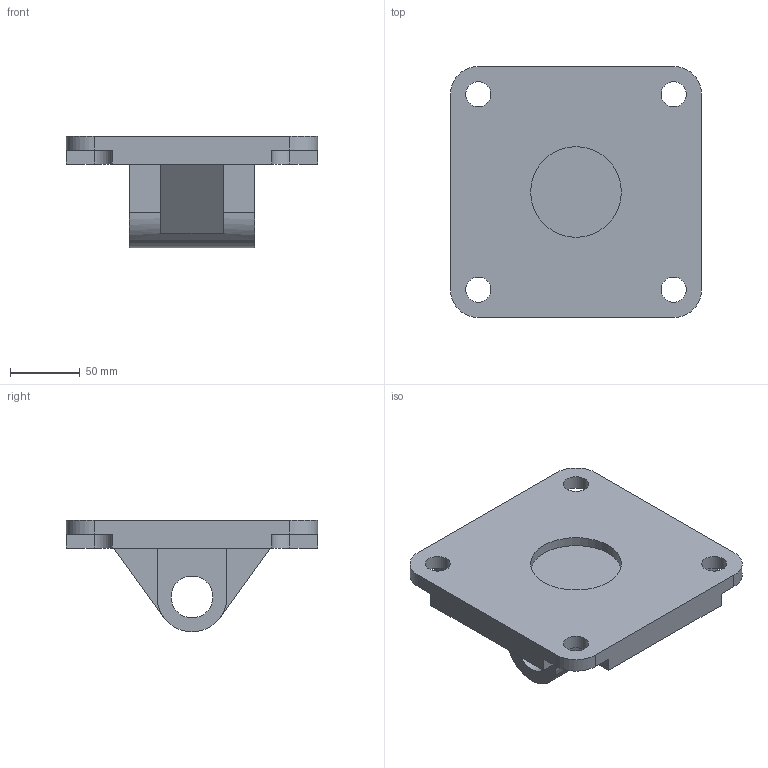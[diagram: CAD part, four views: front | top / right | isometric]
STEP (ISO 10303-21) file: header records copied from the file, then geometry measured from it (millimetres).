
FILE_DESCRIPTION(/* description */ ('C-Rear single clevis'),/* implementation_level */ '2;1');
FILE_NAME(/* name */ 'C5160.stp',/* time_stamp */ '2018-10-04T15:12:45+10:00',/* author */ ('dwon'),/* organization */ ('SMC'),/* preprocessor_version */ 'ST-DEVELOPER v16.13',/* originating_system */ 'Autodesk Inventor 2018',/* authorisation */ '');
FILE_SCHEMA (('AUTOMOTIVE_DESIGN { 1 0 10303 214 3 1 1 }'));
Length unit declared in the file: millimetre
Products named in the file (1): C5160
Bounding box: 180 x 180 x 80 mm (x, y, z)
Volume: 811954.9 mm3; surface area: 101856.4 mm2
Topology: 1 solids, 1 shells, 46 faces, 126 edges, 84 vertices
Faces by surface type: plane 31, cylinder 15
Full cylindrical faces by diameter (mm): 18 x4, 30 x1, 65 x1
Entity records: 1493 total; most frequent: CARTESIAN_POINT 251, DIRECTION 248, ORIENTED_EDGE 240, EDGE_CURVE 120, LINE 86, VECTOR 86, VERTEX_POINT 84, AXIS2_PLACEMENT_3D 81
